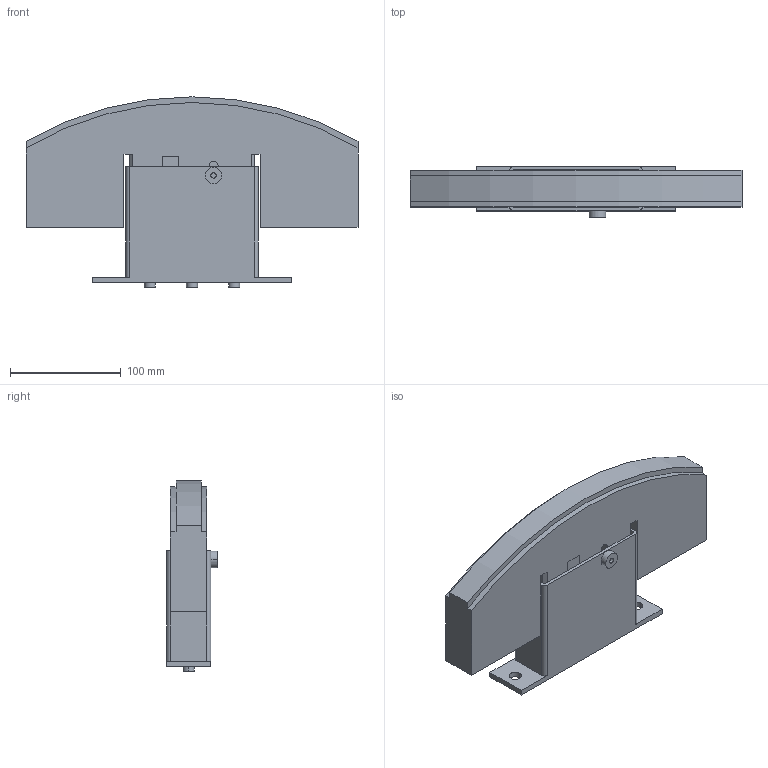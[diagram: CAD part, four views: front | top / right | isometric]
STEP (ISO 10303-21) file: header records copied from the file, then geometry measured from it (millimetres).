
FILE_DESCRIPTION(('STEP AP214'),'1');
FILE_NAME('cctmp_E1EE3FF1-3BE6-4259-BE53-F47F8C9E0B2E_2023_6_21_15_13_16_720..stp','2023-06-21T13:13:16',('Murtfeldt Kunststoffe GmbH & Co.KG'),('CADClick - www.CADClick.com'),'Spatial InterOp 3D',' ','unknown authorization');
FILE_SCHEMA(('AUTOMOTIVE_DESIGN'));
Length unit declared in the file: millimetre
Products named in the file (1): 1
Bounding box: 300 x 46 x 172 mm (x, y, z)
Volume: 1253932 mm3; surface area: 187033.6 mm2
Topology: 5 solids, 5 shells, 92 faces, 222 edges, 148 vertices
Faces by surface type: plane 65, cylinder 27
Entity records: 3496 total; most frequent: DIRECTION 470, CARTESIAN_POINT 467, ORIENTED_EDGE 444, EDGE_CURVE 222, LINE 168, VECTOR 168, AXIS2_PLACEMENT_3D 151, VERTEX_POINT 148
